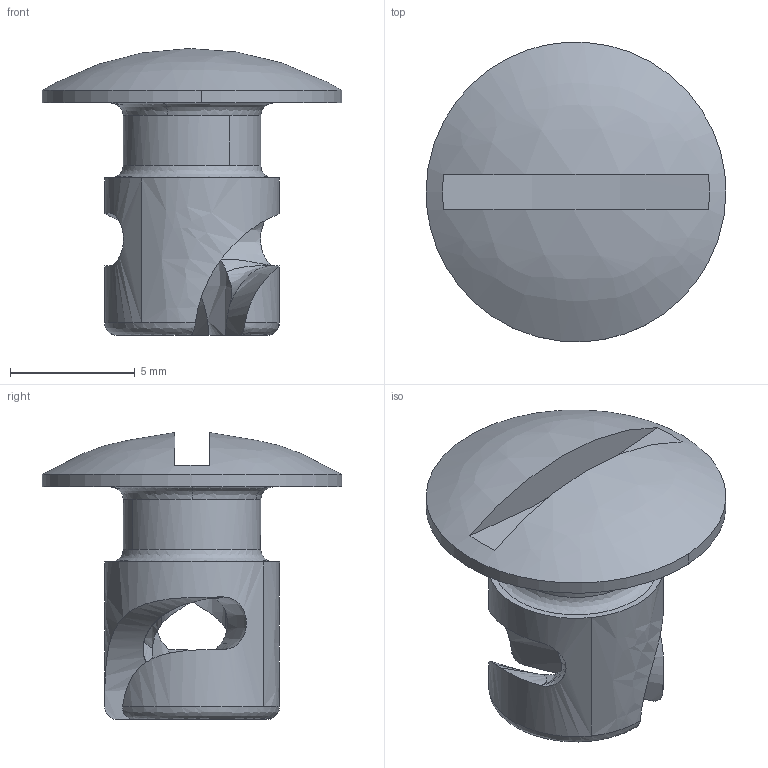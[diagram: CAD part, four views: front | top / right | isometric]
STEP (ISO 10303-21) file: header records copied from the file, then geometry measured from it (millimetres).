
FILE_DESCRIPTION((''),'2;1');
FILE_NAME('','2005-07-15T13:23:24',(''),(''),'','CADfix','');
FILE_SCHEMA(('AUTOMOTIVE_DESIGN'));
Length unit declared in the file: millimetre
Products named in the file (1): fastener
Bounding box: 12 x 11.98 x 11.48 mm (x, y, z)
Volume: 342.2 mm3; surface area: 544.5 mm2
Topology: 1 solids, 1 shells, 35 faces, 98 edges, 68 vertices
Faces by surface type: bspline 35
Entity records: 3545 total; most frequent: CARTESIAN_POINT 2991, ORIENTED_EDGE 196, EDGE_CURVE 98, VERTEX_POINT 68, EDGE_LOOP 38, B_SPLINE_CURVE_WITH_KNOTS 36, FACE_OUTER_BOUND 35, ADVANCED_FACE 35
